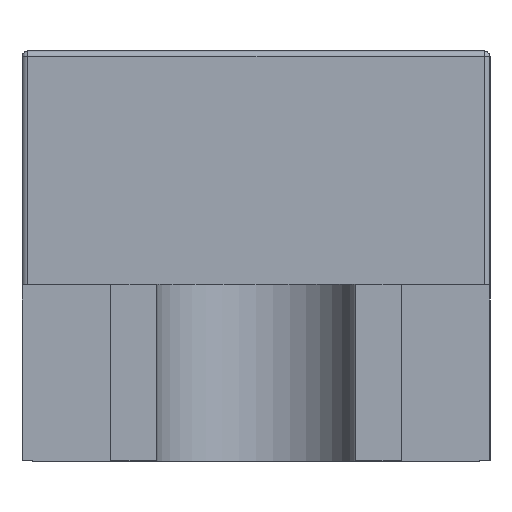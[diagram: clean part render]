
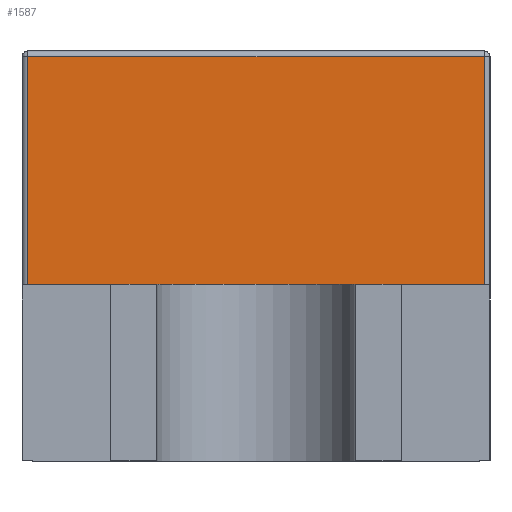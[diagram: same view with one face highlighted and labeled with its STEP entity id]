
A CAD part, left-side view. The second image highlights one B-rep face of the part: STEP entity #1587.
In plain terms, the highlighted planar face has unit normal (-1, 0, 0).
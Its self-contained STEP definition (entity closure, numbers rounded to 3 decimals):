
#90 = DIRECTION ( 'NONE',  ( 0., 1., 0. ) ) ;
#115 = LINE ( 'NONE', #2318, #3189 ) ;
#304 = ORIENTED_EDGE ( 'NONE', *, *, #2655, .T. ) ;
#315 = DIRECTION ( 'NONE',  ( 0., 0., -1. ) ) ;
#342 = DIRECTION ( 'NONE',  ( 1., 0., 0. ) ) ;
#357 = ORIENTED_EDGE ( 'NONE', *, *, #2676, .T. ) ;
#510 = VERTEX_POINT ( 'NONE', #1602 ) ;
#540 = ORIENTED_EDGE ( 'NONE', *, *, #2681, .T. ) ;
#641 = DIRECTION ( 'NONE',  ( 0., 0., -1. ) ) ;
#710 = CARTESIAN_POINT ( 'NONE',  ( -0.55, -0.39, 0.3 ) ) ;
#735 = LINE ( 'NONE', #920, #1424 ) ;
#920 = CARTESIAN_POINT ( 'NONE',  ( -0.55, 0.39, 0.7 ) ) ;
#979 = VERTEX_POINT ( 'NONE', #710 ) ;
#1125 = DIRECTION ( 'NONE',  ( 0., 0., 1. ) ) ;
#1424 = VECTOR ( 'NONE', #641, 1000. ) ;
#1449 = FACE_OUTER_BOUND ( 'NONE', #1981, .T. ) ;
#1555 = PLANE ( 'NONE',  #3624 ) ;
#1587 = ADVANCED_FACE ( 'NONE', ( #1449 ), #1555, .F. ) ;
#1602 = CARTESIAN_POINT ( 'NONE',  ( -0.55, 0.39, 0.69 ) ) ;
#1693 = ORIENTED_EDGE ( 'NONE', *, *, #2648, .T. ) ;
#1981 = EDGE_LOOP ( 'NONE', ( #1693, #304, #540, #357 ) ) ;
#2121 = CARTESIAN_POINT ( 'NONE',  ( -0.55, 0.39, 0.3 ) ) ;
#2123 = CARTESIAN_POINT ( 'NONE',  ( -0.55, -0.4, 0.7 ) ) ;
#2318 = CARTESIAN_POINT ( 'NONE',  ( -0.55, -0.4, 0.3 ) ) ;
#2360 = LINE ( 'NONE', #3758, #3793 ) ;
#2392 = VERTEX_POINT ( 'NONE', #2121 ) ;
#2529 = LINE ( 'NONE', #2790, #3342 ) ;
#2648 = EDGE_CURVE ( 'NONE', #2989, #510, #2529, .T. ) ;
#2655 = EDGE_CURVE ( 'NONE', #510, #2392, #735, .T. ) ;
#2676 = EDGE_CURVE ( 'NONE', #979, #2989, #2360, .T. ) ;
#2681 = EDGE_CURVE ( 'NONE', #2392, #979, #115, .T. ) ;
#2790 = CARTESIAN_POINT ( 'NONE',  ( -0.55, -0.4, 0.69 ) ) ;
#2900 = CARTESIAN_POINT ( 'NONE',  ( -0.55, -0.39, 0.69 ) ) ;
#2989 = VERTEX_POINT ( 'NONE', #2900 ) ;
#3092 = DIRECTION ( 'NONE',  ( 0., -1., 0. ) ) ;
#3189 = VECTOR ( 'NONE', #3092, 1000. ) ;
#3342 = VECTOR ( 'NONE', #90, 1000. ) ;
#3624 = AXIS2_PLACEMENT_3D ( 'NONE', #2123, #342, #315 ) ;
#3758 = CARTESIAN_POINT ( 'NONE',  ( -0.55, -0.39, 0.7 ) ) ;
#3793 = VECTOR ( 'NONE', #1125, 1000. ) ;
